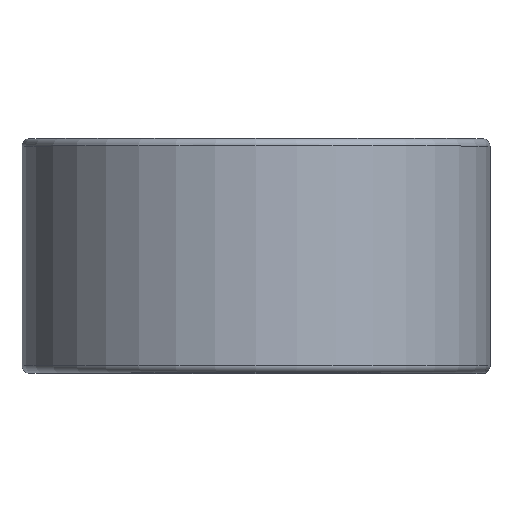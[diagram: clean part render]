
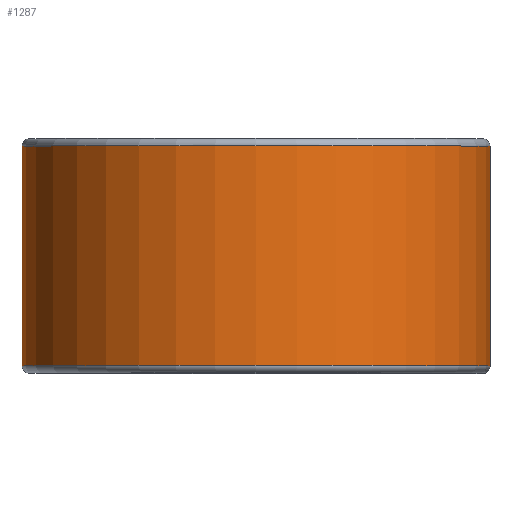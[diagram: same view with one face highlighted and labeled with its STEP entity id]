
A CAD part, top view. The second image highlights one B-rep face of the part: STEP entity #1287.
In plain terms, the highlighted cylindrical face has radius 23.749 mm (diameter 47.498 mm), a partial arc.
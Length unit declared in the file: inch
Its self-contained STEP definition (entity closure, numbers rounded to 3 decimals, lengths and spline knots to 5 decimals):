
#68 = ORIENTED_EDGE ( 'NONE', *, *, #808, .T. ) ;
#188 = DIRECTION ( 'NONE',  ( 0., -1., 0. ) ) ;
#297 = CARTESIAN_POINT ( 'NONE',  ( 0.935, 0.43875, 0. ) ) ;
#310 = AXIS2_PLACEMENT_3D ( 'NONE', #1289, #188, #1485 ) ;
#421 = AXIS2_PLACEMENT_3D ( 'NONE', #1972, #1620, #1803 ) ;
#613 = DIRECTION ( 'NONE',  ( 0., -1., 0. ) ) ;
#727 = VERTEX_POINT ( 'NONE', #1814 ) ;
#739 = VERTEX_POINT ( 'NONE', #1458 ) ;
#775 = EDGE_LOOP ( 'NONE', ( #1594, #68, #1754, #1889 ) ) ;
#787 = CARTESIAN_POINT ( 'NONE',  ( 0.935, -0.43875, 0. ) ) ;
#808 = EDGE_CURVE ( 'NONE', #2081, #739, #1290, .T. ) ;
#944 = EDGE_CURVE ( 'NONE', #1147, #2081, #1720, .T. ) ;
#946 = DIRECTION ( 'NONE',  ( 0., 1., 0. ) ) ;
#986 = FACE_OUTER_BOUND ( 'NONE', #775, .T. ) ;
#1116 = DIRECTION ( 'NONE',  ( 0., 1., 0. ) ) ;
#1147 = VERTEX_POINT ( 'NONE', #787 ) ;
#1259 = CYLINDRICAL_SURFACE ( 'NONE', #421, 0.935 ) ;
#1287 = ADVANCED_FACE ( 'NONE', ( #986 ), #1259, .T. ) ;
#1289 = CARTESIAN_POINT ( 'NONE',  ( 0., 0.43875, 0. ) ) ;
#1290 = CIRCLE ( 'NONE', #310, 0.935 ) ;
#1458 = CARTESIAN_POINT ( 'NONE',  ( 0., 0.43875, -0.935 ) ) ;
#1485 = DIRECTION ( 'NONE',  ( 0., 0., -1. ) ) ;
#1594 = ORIENTED_EDGE ( 'NONE', *, *, #944, .T. ) ;
#1620 = DIRECTION ( 'NONE',  ( 0., -1., 0. ) ) ;
#1669 = CARTESIAN_POINT ( 'NONE',  ( 0.935, 0.43875, 0. ) ) ;
#1720 = LINE ( 'NONE', #1669, #2347 ) ;
#1733 = CARTESIAN_POINT ( 'NONE',  ( 0., -0.43875, 0. ) ) ;
#1754 = ORIENTED_EDGE ( 'NONE', *, *, #2371, .F. ) ;
#1794 = EDGE_CURVE ( 'NONE', #1147, #727, #1999, .T. ) ;
#1803 = DIRECTION ( 'NONE',  ( 0., 0., -1. ) ) ;
#1814 = CARTESIAN_POINT ( 'NONE',  ( 0., -0.43875, -0.935 ) ) ;
#1889 = ORIENTED_EDGE ( 'NONE', *, *, #1794, .F. ) ;
#1898 = DIRECTION ( 'NONE',  ( 0., 0., -1. ) ) ;
#1972 = CARTESIAN_POINT ( 'NONE',  ( 0., 0.4375, 0. ) ) ;
#1999 = CIRCLE ( 'NONE', #2293, 0.935 ) ;
#2076 = LINE ( 'NONE', #2232, #2080 ) ;
#2080 = VECTOR ( 'NONE', #946, 39.37008 ) ;
#2081 = VERTEX_POINT ( 'NONE', #297 ) ;
#2232 = CARTESIAN_POINT ( 'NONE',  ( 0., 0.43875, -0.935 ) ) ;
#2293 = AXIS2_PLACEMENT_3D ( 'NONE', #1733, #613, #1898 ) ;
#2347 = VECTOR ( 'NONE', #1116, 39.37008 ) ;
#2371 = EDGE_CURVE ( 'NONE', #727, #739, #2076, .T. ) ;
